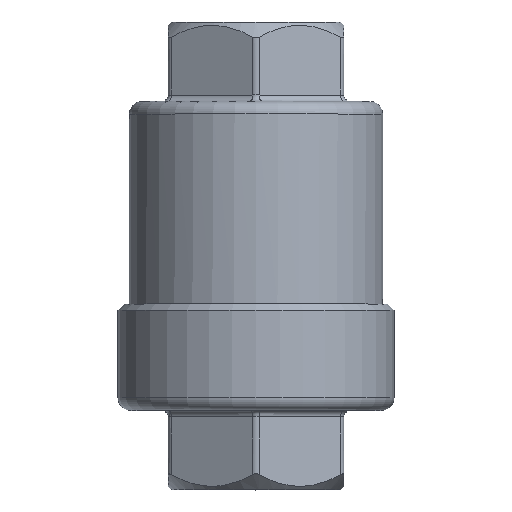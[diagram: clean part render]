
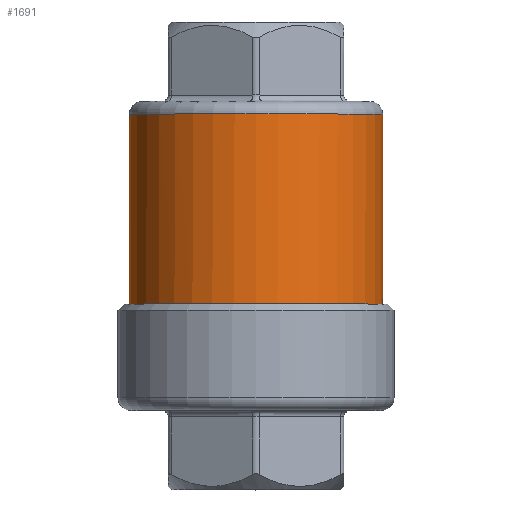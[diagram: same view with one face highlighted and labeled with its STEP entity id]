
A CAD part, top view. The second image highlights one B-rep face of the part: STEP entity #1691.
In plain terms, the highlighted cylindrical face has radius 15 mm (diameter 30 mm), a full revolution.
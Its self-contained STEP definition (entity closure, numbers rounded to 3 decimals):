
#39=CIRCLE('',#1766,15.);
#41=CIRCLE('',#1770,15.);
#43=CIRCLE('',#1775,15.);
#44=CIRCLE('',#1777,15.);
#48=CIRCLE('',#1786,15.);
#49=CIRCLE('',#1787,15.);
#115=CYLINDRICAL_SURFACE('',#1785,15.);
#147=B_SPLINE_CURVE_WITH_KNOTS('',3,(#2307,#2308,#2309,#2310,#2311),
 .UNSPECIFIED.,.F.,.F.,(4,1,4),(0.006,0.009,
0.012),.UNSPECIFIED.);
#148=B_SPLINE_CURVE_WITH_KNOTS('',3,(#2319,#2320,#2321,#2322,#2323),
 .UNSPECIFIED.,.F.,.F.,(4,1,4),(0.,0.003,
0.006),.UNSPECIFIED.);
#150=B_SPLINE_CURVE_WITH_KNOTS('',3,(#2334,#2335,#2336,#2337,#2338,#2339,
#2340,#2341,#2342,#2343),.UNSPECIFIED.,.F.,.F.,(4,1,1,1,1,1,1,4),(0.,
0.003,0.006,0.008,0.011,
0.014,0.017,0.022),.UNSPECIFIED.);
#229=ORIENTED_EDGE('',*,*,#539,.F.);
#230=ORIENTED_EDGE('',*,*,#532,.F.);
#231=ORIENTED_EDGE('',*,*,#514,.T.);
#232=ORIENTED_EDGE('',*,*,#540,.T.);
#233=ORIENTED_EDGE('',*,*,#518,.T.);
#234=ORIENTED_EDGE('',*,*,#534,.F.);
#235=ORIENTED_EDGE('',*,*,#528,.F.);
#236=ORIENTED_EDGE('',*,*,#525,.F.);
#237=ORIENTED_EDGE('',*,*,#522,.T.);
#238=ORIENTED_EDGE('',*,*,#519,.F.);
#239=ORIENTED_EDGE('',*,*,#510,.F.);
#510=EDGE_CURVE('',#674,#676,#783,.T.);
#514=EDGE_CURVE('',#680,#678,#147,.T.);
#518=EDGE_CURVE('',#679,#683,#148,.T.);
#519=EDGE_CURVE('',#676,#684,#39,.F.);
#522=EDGE_CURVE('',#686,#684,#150,.T.);
#525=EDGE_CURVE('',#686,#688,#41,.F.);
#528=EDGE_CURVE('',#688,#690,#790,.F.);
#532=EDGE_CURVE('',#680,#674,#43,.F.);
#534=EDGE_CURVE('',#690,#683,#44,.F.);
#539=EDGE_CURVE('',#696,#696,#48,.T.);
#540=EDGE_CURVE('',#678,#679,#49,.T.);
#674=VERTEX_POINT('',#2281);
#676=VERTEX_POINT('',#2284);
#678=VERTEX_POINT('',#2305);
#679=VERTEX_POINT('',#2306);
#680=VERTEX_POINT('',#2312);
#683=VERTEX_POINT('',#2318);
#684=VERTEX_POINT('',#2326);
#686=VERTEX_POINT('',#2344);
#688=VERTEX_POINT('',#2350);
#690=VERTEX_POINT('',#2359);
#696=VERTEX_POINT('',#2395);
#783=LINE('',#2283,#841);
#790=LINE('',#2358,#848);
#841=VECTOR('',#1919,1000.);
#848=VECTOR('',#1944,1000.);
#915=EDGE_LOOP('',(#229));
#916=EDGE_LOOP('',(#230,#231,#232,#233,#234,#235,#236,#237,#238,#239));
#1014=FACE_BOUND('',#915,.T.);
#1015=FACE_BOUND('',#916,.T.);
#1691=ADVANCED_FACE('',(#1014,#1015),#115,.T.);
#1766=AXIS2_PLACEMENT_3D('',#2325,#1929,#1930);
#1770=AXIS2_PLACEMENT_3D('',#2349,#1939,#1940);
#1775=AXIS2_PLACEMENT_3D('',#2372,#1952,#1953);
#1777=AXIS2_PLACEMENT_3D('',#2378,#1956,#1957);
#1785=AXIS2_PLACEMENT_3D('',#2393,#1972,#1973);
#1786=AXIS2_PLACEMENT_3D('',#2394,#1974,#1975);
#1787=AXIS2_PLACEMENT_3D('',#2396,#1976,#1977);
#1919=DIRECTION('',(0.,-1.,0.));
#1929=DIRECTION('',(0.,-1.,0.));
#1930=DIRECTION('',(0.,0.,-1.));
#1939=DIRECTION('',(0.,-1.,0.));
#1940=DIRECTION('',(0.,0.,-1.));
#1944=DIRECTION('',(0.,-1.,0.));
#1952=DIRECTION('',(0.,1.,0.));
#1953=DIRECTION('',(0.,0.,1.));
#1956=DIRECTION('',(0.,1.,0.));
#1957=DIRECTION('',(0.,0.,1.));
#1972=DIRECTION('',(0.,-1.,0.));
#1973=DIRECTION('',(0.,0.,-1.));
#1974=DIRECTION('',(0.,-1.,0.));
#1975=DIRECTION('',(-1.,0.,0.));
#1976=DIRECTION('',(0.,-1.,0.));
#1977=DIRECTION('',(1.,0.,0.));
#2281=CARTESIAN_POINT('',(10.425,40.79,-10.785));
#2283=CARTESIAN_POINT('',(10.425,46.,-10.785));
#2284=CARTESIAN_POINT('',(10.425,30.29,-10.785));
#2305=CARTESIAN_POINT('',(5.281,44.5,-14.04));
#2306=CARTESIAN_POINT('',(-5.281,44.5,-14.04));
#2307=CARTESIAN_POINT('',(8.978,40.79,-12.017));
#2308=CARTESIAN_POINT('',(8.527,41.561,-12.353));
#2309=CARTESIAN_POINT('',(7.465,42.939,-13.069));
#2310=CARTESIAN_POINT('',(6.05,44.047,-13.751));
#2311=CARTESIAN_POINT('',(5.281,44.5,-14.04));
#2312=CARTESIAN_POINT('',(8.978,40.79,-12.017));
#2318=CARTESIAN_POINT('',(-8.978,40.79,-12.017));
#2319=CARTESIAN_POINT('',(-5.281,44.5,-14.04));
#2320=CARTESIAN_POINT('',(-6.061,44.04,-13.746));
#2321=CARTESIAN_POINT('',(-7.443,42.959,-13.081));
#2322=CARTESIAN_POINT('',(-8.528,41.559,-12.352));
#2323=CARTESIAN_POINT('',(-8.978,40.79,-12.017));
#2325=CARTESIAN_POINT('',(0.,30.29,0.));
#2326=CARTESIAN_POINT('',(8.978,30.29,-12.017));
#2334=CARTESIAN_POINT('',(-8.978,30.29,-12.017));
#2335=CARTESIAN_POINT('',(-8.529,29.523,-12.352));
#2336=CARTESIAN_POINT('',(-7.47,28.149,-13.066));
#2337=CARTESIAN_POINT('',(-5.372,26.5,-14.078));
#2338=CARTESIAN_POINT('',(-2.851,25.409,-14.812));
#2339=CARTESIAN_POINT('',(-0.019,25.01,-15.092));
#2340=CARTESIAN_POINT('',(2.807,25.395,-14.821));
#2341=CARTESIAN_POINT('',(6.201,26.855,-13.843));
#2342=CARTESIAN_POINT('',(8.08,28.755,-12.688));
#2343=CARTESIAN_POINT('',(8.978,30.29,-12.017));
#2344=CARTESIAN_POINT('',(-8.978,30.29,-12.017));
#2349=CARTESIAN_POINT('',(0.,30.29,0.));
#2350=CARTESIAN_POINT('',(-10.425,30.29,-10.785));
#2358=CARTESIAN_POINT('',(-10.425,46.,-10.785));
#2359=CARTESIAN_POINT('',(-10.425,40.79,-10.785));
#2372=CARTESIAN_POINT('',(0.,40.79,0.));
#2378=CARTESIAN_POINT('',(0.,40.79,0.));
#2393=CARTESIAN_POINT('',(0.,46.,0.));
#2394=CARTESIAN_POINT('',(0.,22.,0.));
#2395=CARTESIAN_POINT('',(-15.,22.,0.));
#2396=CARTESIAN_POINT('',(0.,44.5,0.));
